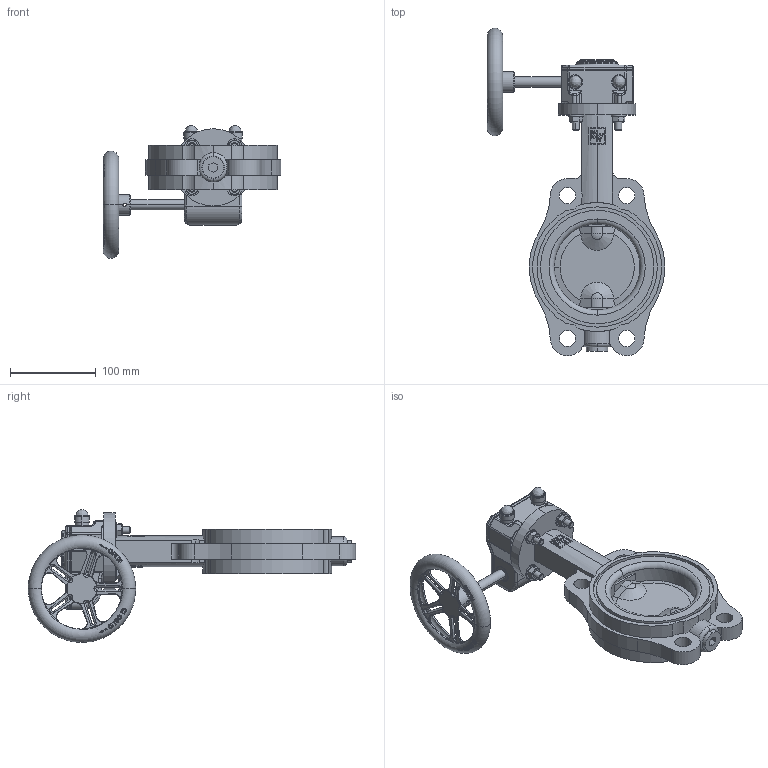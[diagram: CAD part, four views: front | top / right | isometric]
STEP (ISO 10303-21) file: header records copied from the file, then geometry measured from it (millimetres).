
FILE_DESCRIPTION (( 'STEP AP214' ), '1' );
FILE_NAME ('EVBLS DN100 PN16 X20-PS125.STEP', '2016-02-04T11:29:20', ( '' ), ( '' ), 'SwSTEP 2.0', 'SolidWorks 2015', '' );
FILE_SCHEMA (( 'AUTOMOTIVE_DESIGN' ));
Length unit declared in the file: millimetre
Products named in the file (1): EVBLS DN100 PN16 X20-PS125
Bounding box: 206.76 x 381.14 x 154.62 mm (x, y, z)
Volume: 1259072.2 mm3; surface area: 195612.1 mm2
Topology: 1 solids, 15 shells, 1708 faces, 4359 edges, 2767 vertices
Faces by surface type: plane 683, bspline 450, cylinder 391, cone 124, torus 56, sphere 4
Entity records: 87170 total; most frequent: CARTESIAN_POINT 29989, ORIENTED_EDGE 8674, DIRECTION 6890, EDGE_CURVE 4337, VERTEX_POINT 2765, AXIS2_PLACEMENT_3D 2447, VECTOR 1996, LINE 1996
